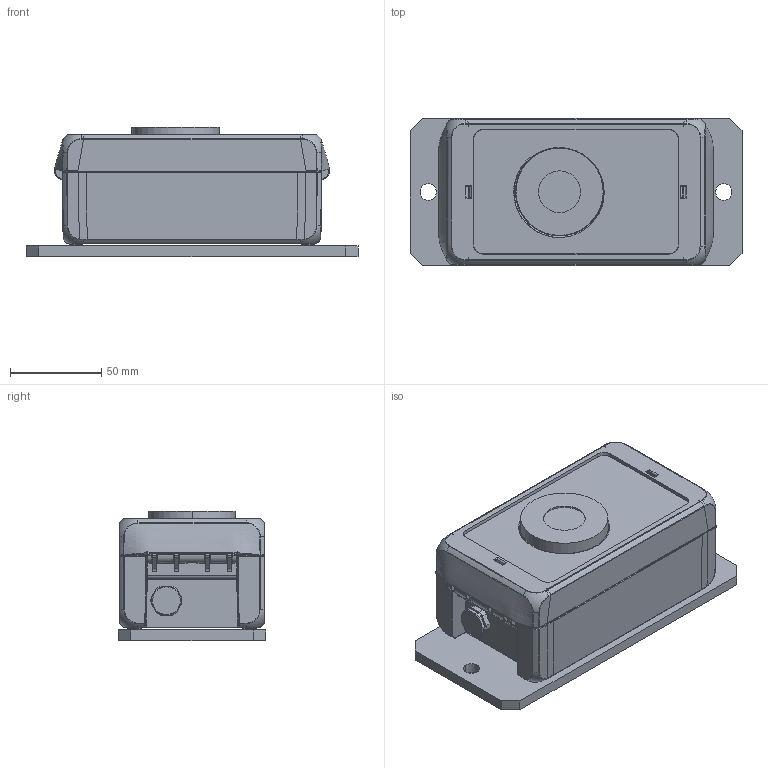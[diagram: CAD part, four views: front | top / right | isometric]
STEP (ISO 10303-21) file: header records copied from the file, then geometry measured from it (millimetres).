
FILE_DESCRIPTION((''),'2;1');
FILE_NAME('CAD-7065','2020-09-15T11:36:13',('creinig-se'),(''),'CREO PARAMETRIC BY PTC INC, 2019292','CREO PARAMETRIC BY PTC INC, 2019292','');
FILE_SCHEMA(('CONFIG_CONTROL_DESIGN','SHAPE_APPEARANCE_LAYERS_GROUPS'));
Products named in the file (1): CAD-7065
Bounding box: 182 x 81 x 71 mm (x, y, z)
Volume: 686652.2 mm3; surface area: 161895.8 mm2
Topology: 1 solids, 12 shells, 2561 faces, 7972 edges, 5382 vertices
Faces by surface type: cylinder 883, plane 781, bspline 671, cone 105, sphere 57, torus 52, revolution 12
Entity records: 150172 total; most frequent: CARTESIAN_POINT 70107, ORIENTED_EDGE 15830, DIRECTION 9824, EDGE_CURVE 7915, VERTEX_POINT 5372, AXIS2_PLACEMENT_3D 3545, B_SPLINE_CURVE_WITH_KNOTS 3544, VECTOR 2722
